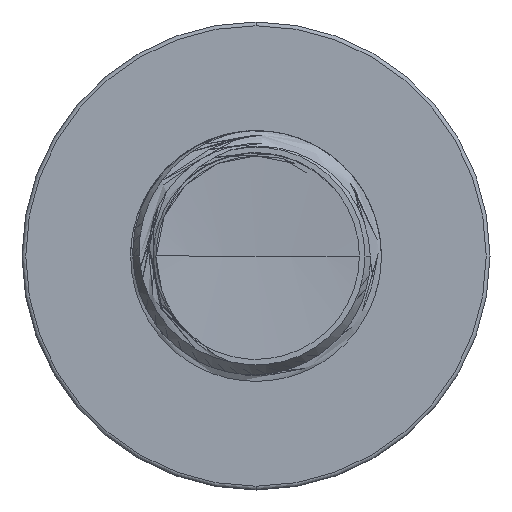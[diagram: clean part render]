
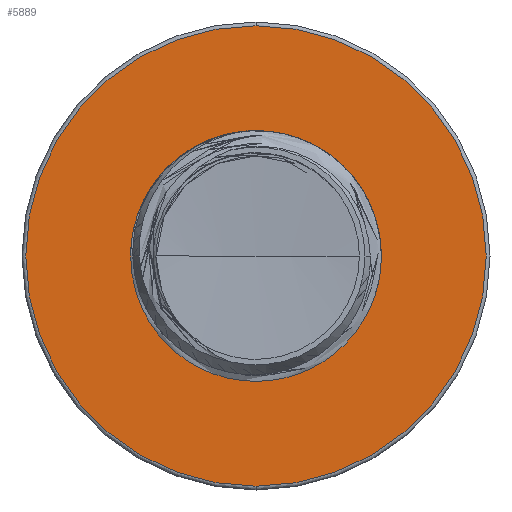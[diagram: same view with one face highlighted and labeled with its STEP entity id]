
A CAD part, front view. The second image highlights one B-rep face of the part: STEP entity #5889.
In plain terms, the highlighted planar face has unit normal (0, -1, 0).
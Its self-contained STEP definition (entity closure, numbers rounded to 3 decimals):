
#403 = ORIENTED_EDGE ( 'NONE', *, *, #26511, .T. ) ;
#2289 = AXIS2_PLACEMENT_3D ( 'NONE', #30928, #12711, #12716 ) ;
#2450 = CARTESIAN_POINT ( 'NONE',  ( 0., 15., 2.755 ) ) ;
#2712 = AXIS2_PLACEMENT_3D ( 'NONE', #28047, #13314, #30196 ) ;
#5889 = ADVANCED_FACE ( 'NONE', ( #15096, #7553 ), #25436, .T. ) ;
#6310 = ORIENTED_EDGE ( 'NONE', *, *, #31575, .T. ) ;
#7553 = FACE_BOUND ( 'NONE', #15508, .T. ) ;
#9717 = DIRECTION ( 'NONE',  ( 0., -1., 0. ) ) ;
#10257 = ORIENTED_EDGE ( 'NONE', *, *, #19064, .F. ) ;
#12245 = DIRECTION ( 'NONE',  ( 0., -1., 0. ) ) ;
#12711 = DIRECTION ( 'NONE',  ( 0., -1., 0. ) ) ;
#12716 = DIRECTION ( 'NONE',  ( 0., 0., -1. ) ) ;
#13314 = DIRECTION ( 'NONE',  ( 0., -1., 0. ) ) ;
#13320 = EDGE_CURVE ( 'NONE', #17567, #20641, #18163, .T. ) ;
#13919 = CARTESIAN_POINT ( 'NONE',  ( 0., 15., 0. ) ) ;
#14510 = AXIS2_PLACEMENT_3D ( 'NONE', #27117, #12245, #29261 ) ;
#15096 = FACE_OUTER_BOUND ( 'NONE', #29195, .T. ) ;
#15508 = EDGE_LOOP ( 'NONE', ( #10257, #31381 ) ) ;
#15631 = CARTESIAN_POINT ( 'NONE',  ( 0., 15., -2.755 ) ) ;
#16364 = DIRECTION ( 'NONE',  ( 0., 0., -1. ) ) ;
#17176 = AXIS2_PLACEMENT_3D ( 'NONE', #24873, #9717, #27193 ) ;
#17567 = VERTEX_POINT ( 'NONE', #21279 ) ;
#18163 = CIRCLE ( 'NONE', #27666, 1.436 ) ;
#19064 = EDGE_CURVE ( 'NONE', #20641, #17567, #30097, .T. ) ;
#20641 = VERTEX_POINT ( 'NONE', #25674 ) ;
#21279 = CARTESIAN_POINT ( 'NONE',  ( 0., 15., 1.436 ) ) ;
#24060 = CIRCLE ( 'NONE', #14510, 2.755 ) ;
#24873 = CARTESIAN_POINT ( 'NONE',  ( 0., 15., 0. ) ) ;
#25436 = PLANE ( 'NONE',  #2289 ) ;
#25674 = CARTESIAN_POINT ( 'NONE',  ( 0., 15., -1.436 ) ) ;
#26511 = EDGE_CURVE ( 'NONE', #28307, #29280, #24060, .T. ) ;
#27117 = CARTESIAN_POINT ( 'NONE',  ( 0., 15., 0. ) ) ;
#27193 = DIRECTION ( 'NONE',  ( 0., 0., -1. ) ) ;
#27666 = AXIS2_PLACEMENT_3D ( 'NONE', #13919, #30759, #16364 ) ;
#28047 = CARTESIAN_POINT ( 'NONE',  ( 0., 15., 0. ) ) ;
#28307 = VERTEX_POINT ( 'NONE', #15631 ) ;
#29195 = EDGE_LOOP ( 'NONE', ( #403, #6310 ) ) ;
#29261 = DIRECTION ( 'NONE',  ( 0., 0., -1. ) ) ;
#29280 = VERTEX_POINT ( 'NONE', #2450 ) ;
#30097 = CIRCLE ( 'NONE', #17176, 1.436 ) ;
#30196 = DIRECTION ( 'NONE',  ( 0., 0., -1. ) ) ;
#30759 = DIRECTION ( 'NONE',  ( 0., -1., 0. ) ) ;
#30928 = CARTESIAN_POINT ( 'NONE',  ( 0., 15., 1.436 ) ) ;
#31381 = ORIENTED_EDGE ( 'NONE', *, *, #13320, .F. ) ;
#31575 = EDGE_CURVE ( 'NONE', #29280, #28307, #31772, .T. ) ;
#31772 = CIRCLE ( 'NONE', #2712, 2.755 ) ;
